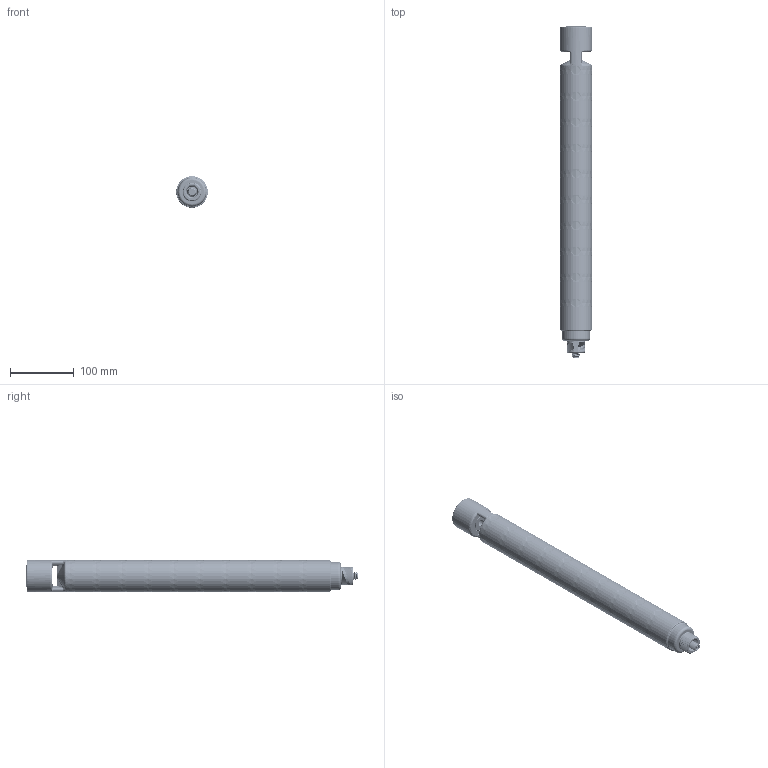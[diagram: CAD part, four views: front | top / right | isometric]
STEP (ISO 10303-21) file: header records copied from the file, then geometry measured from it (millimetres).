
FILE_DESCRIPTION((''),'2;1');
FILE_NAME('205837_ASM','2018-04-27T',('pdmadmin'),('BANNER ENGINEERING'),'CREO PARAMETRIC BY PTC INC, 2016260','CREO PARAMETRIC BY PTC INC, 2016260','');
FILE_SCHEMA(('CONFIG_CONTROL_DESIGN'));
Products named in the file (11): 168245; 168246; 168302; 140412_GENERIC; 140427; 168401; 140427_WEB_MODEL; 140410_GENERIC; 141960; 41089_NO_ORING; 205837_ASM
Assembly tree (27 placements, depth 2):
  205837_ASM
    168245
    168246
    168302
    140412_GENERIC  x10
    140427  x5
    168401
    140427_WEB_MODEL  x5
    140410_GENERIC
    141960
    41089_NO_ORING
Bounding box: 50 x 522.82 x 50 mm (x, y, z)
Volume: 306592.5 mm3; surface area: 299899 mm2
Topology: 27 solids, 27 shells, 4152 faces, 11051 edges, 7178 vertices
Faces by surface type: plane 2050, cylinder 929, bspline 691, cone 368, torus 112, sphere 2
Entity records: 88661 total; most frequent: CARTESIAN_POINT 63032, ORIENTED_EDGE 5846, DIRECTION 4463, EDGE_CURVE 2923, VERTEX_POINT 1866, AXIS2_PLACEMENT_3D 1705, EDGE_LOOP 1221, FACE_OUTER_BOUND 1139
